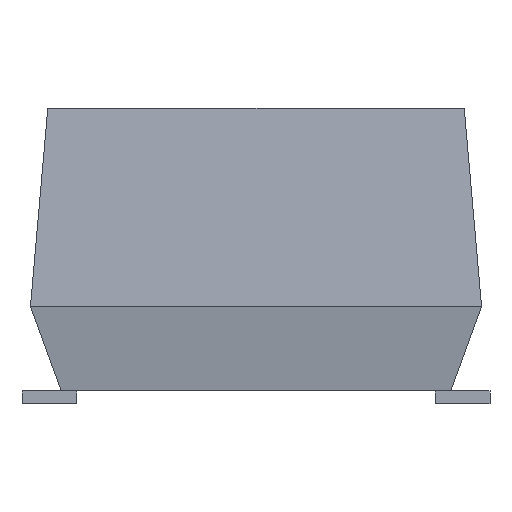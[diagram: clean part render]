
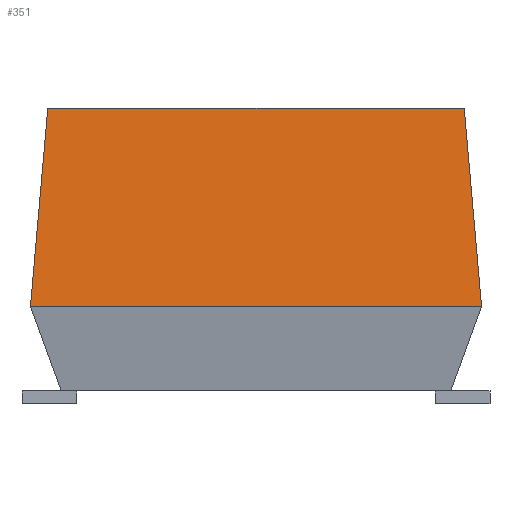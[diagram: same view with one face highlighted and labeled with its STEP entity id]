
A CAD part, left-side view. The second image highlights one B-rep face of the part: STEP entity #351.
In plain terms, the highlighted planar face has unit normal (-0.996, 0, 0.087).
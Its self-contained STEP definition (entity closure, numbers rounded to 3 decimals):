
#351 = ADVANCED_FACE( '', ( #949 ), #950, .T. );
#949 = FACE_OUTER_BOUND( '', #1790, .T. );
#950 = PLANE( '', #1791 );
#1790 = EDGE_LOOP( '', ( #3032, #3033, #3034, #3035 ) );
#1791 = AXIS2_PLACEMENT_3D( '', #3036, #3037, #3038 );
#3032 = ORIENTED_EDGE( '', *, *, #5557, .T. );
#3033 = ORIENTED_EDGE( '', *, *, #5723, .T. );
#3034 = ORIENTED_EDGE( '', *, *, #5753, .F. );
#3035 = ORIENTED_EDGE( '', *, *, #5754, .F. );
#3036 = CARTESIAN_POINT( '', ( -7.62, -19.79, -1.35 ) );
#3037 = DIRECTION( '', ( -0.996, 0., 0.087 ) );
#3038 = DIRECTION( '', ( 0.087, 0., 0.996 ) );
#5557 = EDGE_CURVE( '', #6602, #6600, #6603, .T. );
#5723 = EDGE_CURVE( '', #6600, #6910, #6911, .T. );
#5753 = EDGE_CURVE( '', #6959, #6910, #6960, .T. );
#5754 = EDGE_CURVE( '', #6602, #6959, #6961, .T. );
#6600 = VERTEX_POINT( '', #8352 );
#6602 = VERTEX_POINT( '', #8355 );
#6603 = LINE( '', #8356, #8357 );
#6910 = VERTEX_POINT( '', #9252 );
#6911 = LINE( '', #9253, #9254 );
#6959 = VERTEX_POINT( '', #9354 );
#6960 = LINE( '', #9355, #9356 );
#6961 = LINE( '', #9357, #9358 );
#8352 = CARTESIAN_POINT( '', ( -7.209, 4.939, 3.35 ) );
#8355 = CARTESIAN_POINT( '', ( -7.209, -4.939, 3.35 ) );
#8356 = CARTESIAN_POINT( '', ( -7.209, -19.79, 3.35 ) );
#8357 = VECTOR( '', #11299, 1000. );
#9252 = CARTESIAN_POINT( '', ( -7.62, 5.35, -1.35 ) );
#9253 = CARTESIAN_POINT( '', ( -7.471, 5.201, 0.355 ) );
#9254 = VECTOR( '', #11320, 1000. );
#9354 = CARTESIAN_POINT( '', ( -7.62, -5.35, -1.35 ) );
#9355 = CARTESIAN_POINT( '', ( -7.62, -19.79, -1.35 ) );
#9356 = VECTOR( '', #11339, 1000. );
#9357 = CARTESIAN_POINT( '', ( -7.471, -5.201, 0.355 ) );
#9358 = VECTOR( '', #11340, 1000. );
#11299 = DIRECTION( '', ( 0., 1., 0. ) );
#11320 = DIRECTION( '', ( -0.087, 0.087, -0.992 ) );
#11339 = DIRECTION( '', ( 0., 1., 0. ) );
#11340 = DIRECTION( '', ( -0.087, -0.087, -0.992 ) );
